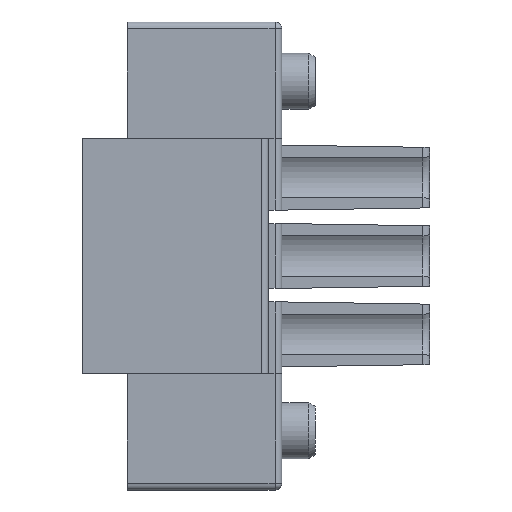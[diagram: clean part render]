
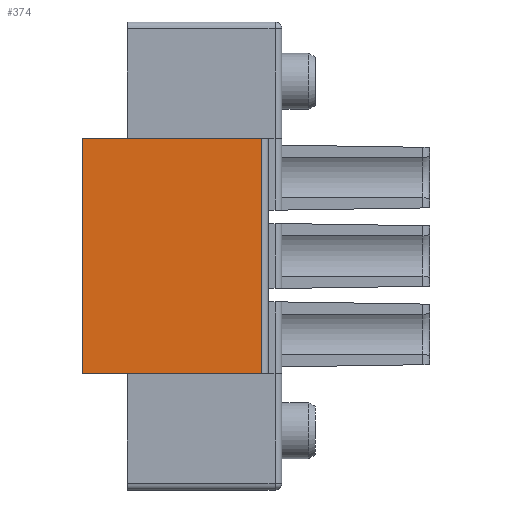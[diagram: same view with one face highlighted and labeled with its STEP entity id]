
A CAD part, front view. The second image highlights one B-rep face of the part: STEP entity #374.
In plain terms, the highlighted planar face has unit normal (0, -1, 0).
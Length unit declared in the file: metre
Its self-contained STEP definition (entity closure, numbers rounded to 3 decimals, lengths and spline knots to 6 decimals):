
#374=ADVANCED_FACE('',(#997),#998,.T.);
#997=FACE_OUTER_BOUND('',#1894,.T.);
#998=PLANE('',#1895);
#1894=EDGE_LOOP('',(#2990,#2991,#2992,#2993));
#1895=AXIS2_PLACEMENT_3D('',#2994,#2995,#2996);
#2990=ORIENTED_EDGE('',*,*,#5373,.F.);
#2991=ORIENTED_EDGE('',*,*,#5376,.F.);
#2992=ORIENTED_EDGE('',*,*,#5331,.T.);
#2993=ORIENTED_EDGE('',*,*,#5377,.T.);
#2994=CARTESIAN_POINT('',(0.006473,0.00051,-0.004367));
#2995=DIRECTION('',(0.,-1.0,0.));
#2996=DIRECTION('',(0.0,0.,-1.0));
#5331=EDGE_CURVE('',#6411,#6412,#6413,.T.);
#5373=EDGE_CURVE('',#6484,#6486,#6487,.T.);
#5376=EDGE_CURVE('',#6411,#6484,#6490,.T.);
#5377=EDGE_CURVE('',#6412,#6486,#6491,.T.);
#6411=VERTEX_POINT('',#7946);
#6412=VERTEX_POINT('',#7947);
#6413=LINE('',#7948,#7949);
#6484=VERTEX_POINT('',#8051);
#6486=VERTEX_POINT('',#8053);
#6487=LINE('',#8054,#8055);
#6490=LINE('',#8058,#8059);
#6491=LINE('',#8060,#8061);
#7946=CARTESIAN_POINT('',(-0.001527,0.00051,0.002633));
#7947=CARTESIAN_POINT('',(-0.001527,0.00051,-0.007867));
#7948=CARTESIAN_POINT('',(-0.001527,0.00051,-0.004367));
#7949=VECTOR('',#9884,1.0);
#8051=CARTESIAN_POINT('',(0.006473,0.00051,0.002633));
#8053=CARTESIAN_POINT('',(0.006473,0.00051,-0.007867));
#8054=CARTESIAN_POINT('',(0.006473,0.00051,-0.004367));
#8055=VECTOR('',#9937,1.0);
#8058=CARTESIAN_POINT('',(0.013673,0.00051,0.002633));
#8059=VECTOR('',#9941,1.0);
#8060=CARTESIAN_POINT('',(0.013673,0.00051,-0.007867));
#8061=VECTOR('',#9942,1.0);
#9884=DIRECTION('',(0.,0.,-1.0));
#9937=DIRECTION('',(0.,0.,-1.0));
#9941=DIRECTION('',(1.0,0.,0.));
#9942=DIRECTION('',(1.0,0.,0.));
